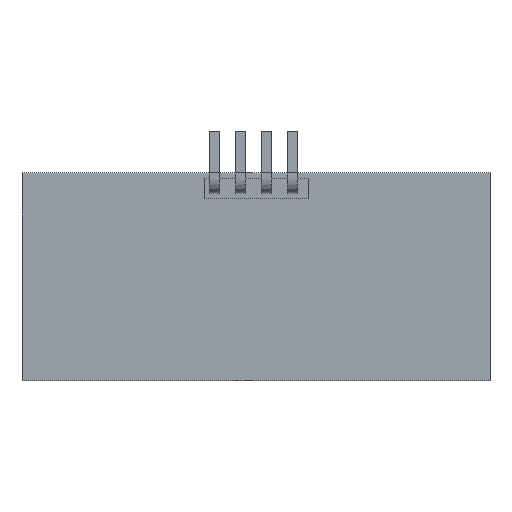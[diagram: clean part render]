
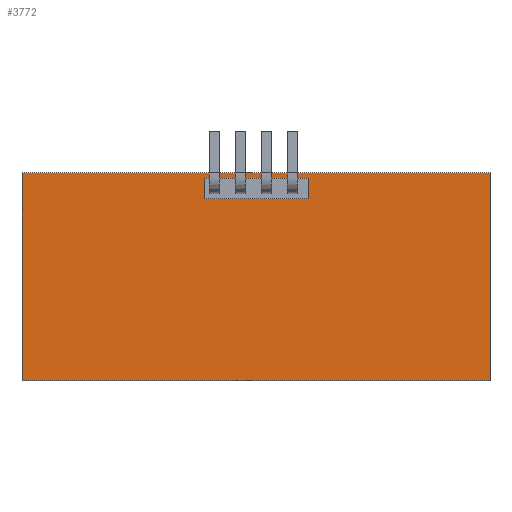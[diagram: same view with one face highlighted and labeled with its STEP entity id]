
A CAD part, front view. The second image highlights one B-rep face of the part: STEP entity #3772.
In plain terms, the highlighted planar face has unit normal (0, -1, 0).
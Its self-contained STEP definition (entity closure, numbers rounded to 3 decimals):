
#69 = FACE_BOUND ( 'NONE', #1627, .T. ) ;
#109 = VECTOR ( 'NONE', #3888, 1000. ) ;
#115 = VERTEX_POINT ( 'NONE', #1658 ) ;
#206 = DIRECTION ( 'NONE',  ( 0., 0., 1. ) ) ;
#208 = CARTESIAN_POINT ( 'NONE',  ( 5., 0., 7.5 ) ) ;
#210 = EDGE_CURVE ( 'NONE', #241, #1923, #1512, .T. ) ;
#241 = VERTEX_POINT ( 'NONE', #1722 ) ;
#253 = VERTEX_POINT ( 'NONE', #2648 ) ;
#271 = CARTESIAN_POINT ( 'NONE',  ( -5., 0., 7.5 ) ) ;
#275 = AXIS2_PLACEMENT_3D ( 'NONE', #2955, #1119, #206 ) ;
#401 = FACE_OUTER_BOUND ( 'NONE', #1494, .T. ) ;
#508 = PLANE ( 'NONE',  #275 ) ;
#534 = CARTESIAN_POINT ( 'NONE',  ( -22.5, 0., -10. ) ) ;
#637 = VECTOR ( 'NONE', #3275, 1000. ) ;
#645 = VERTEX_POINT ( 'NONE', #2831 ) ;
#690 = VECTOR ( 'NONE', #1369, 1000. ) ;
#969 = LINE ( 'NONE', #3723, #2192 ) ;
#1028 = EDGE_CURVE ( 'NONE', #2832, #253, #3840, .T. ) ;
#1090 = ORIENTED_EDGE ( 'NONE', *, *, #2569, .F. ) ;
#1104 = CARTESIAN_POINT ( 'NONE',  ( 5., 0., 9.5 ) ) ;
#1119 = DIRECTION ( 'NONE',  ( 0., 1., 0. ) ) ;
#1159 = CARTESIAN_POINT ( 'NONE',  ( 22.5, 0., 10. ) ) ;
#1369 = DIRECTION ( 'NONE',  ( 0., 0., -1. ) ) ;
#1375 = ORIENTED_EDGE ( 'NONE', *, *, #3697, .F. ) ;
#1447 = CARTESIAN_POINT ( 'NONE',  ( -22.5, 0., 10. ) ) ;
#1470 = VECTOR ( 'NONE', #2052, 1000. ) ;
#1492 = DIRECTION ( 'NONE',  ( 0., 0., -1. ) ) ;
#1494 = EDGE_LOOP ( 'NONE', ( #3915, #2412, #3336, #3633 ) ) ;
#1512 = LINE ( 'NONE', #208, #1572 ) ;
#1572 = VECTOR ( 'NONE', #2018, 1000. ) ;
#1627 = EDGE_LOOP ( 'NONE', ( #1090, #3792, #3655, #1375 ) ) ;
#1658 = CARTESIAN_POINT ( 'NONE',  ( -22.5, 0., -10. ) ) ;
#1722 = CARTESIAN_POINT ( 'NONE',  ( 5., 0., 7.5 ) ) ;
#1730 = VECTOR ( 'NONE', #1492, 1000. ) ;
#1735 = LINE ( 'NONE', #3911, #637 ) ;
#1923 = VERTEX_POINT ( 'NONE', #1104 ) ;
#1983 = EDGE_CURVE ( 'NONE', #115, #3468, #1735, .T. ) ;
#2018 = DIRECTION ( 'NONE',  ( 0., 0., 1. ) ) ;
#2052 = DIRECTION ( 'NONE',  ( 1., 0., 0. ) ) ;
#2107 = VECTOR ( 'NONE', #3740, 1000. ) ;
#2192 = VECTOR ( 'NONE', #3954, 1000. ) ;
#2288 = EDGE_CURVE ( 'NONE', #1923, #3838, #3043, .T. ) ;
#2325 = CARTESIAN_POINT ( 'NONE',  ( 22.5, 0., -10. ) ) ;
#2412 = ORIENTED_EDGE ( 'NONE', *, *, #3112, .F. ) ;
#2468 = EDGE_CURVE ( 'NONE', #3468, #2832, #3012, .T. ) ;
#2569 = EDGE_CURVE ( 'NONE', #3838, #645, #3034, .T. ) ;
#2648 = CARTESIAN_POINT ( 'NONE',  ( 22.5, 0., -10. ) ) ;
#2663 = CARTESIAN_POINT ( 'NONE',  ( -22.5, 0., 10. ) ) ;
#2682 = CARTESIAN_POINT ( 'NONE',  ( -5., 0., 9.5 ) ) ;
#2712 = LINE ( 'NONE', #534, #109 ) ;
#2831 = CARTESIAN_POINT ( 'NONE',  ( -5., 0., 7.5 ) ) ;
#2832 = VERTEX_POINT ( 'NONE', #1159 ) ;
#2955 = CARTESIAN_POINT ( 'NONE',  ( 0., 0., 0. ) ) ;
#3012 = LINE ( 'NONE', #2663, #1470 ) ;
#3034 = LINE ( 'NONE', #271, #1730 ) ;
#3043 = LINE ( 'NONE', #3118, #2107 ) ;
#3112 = EDGE_CURVE ( 'NONE', #253, #115, #2712, .T. ) ;
#3118 = CARTESIAN_POINT ( 'NONE',  ( -5., 0., 9.5 ) ) ;
#3275 = DIRECTION ( 'NONE',  ( 0., 0., 1. ) ) ;
#3336 = ORIENTED_EDGE ( 'NONE', *, *, #1028, .F. ) ;
#3468 = VERTEX_POINT ( 'NONE', #1447 ) ;
#3633 = ORIENTED_EDGE ( 'NONE', *, *, #2468, .F. ) ;
#3655 = ORIENTED_EDGE ( 'NONE', *, *, #210, .F. ) ;
#3697 = EDGE_CURVE ( 'NONE', #645, #241, #969, .T. ) ;
#3723 = CARTESIAN_POINT ( 'NONE',  ( -5., 0., 7.5 ) ) ;
#3740 = DIRECTION ( 'NONE',  ( -1., 0., 0. ) ) ;
#3772 = ADVANCED_FACE ( 'NONE', ( #401, #69 ), #508, .F. ) ;
#3792 = ORIENTED_EDGE ( 'NONE', *, *, #2288, .F. ) ;
#3838 = VERTEX_POINT ( 'NONE', #2682 ) ;
#3840 = LINE ( 'NONE', #2325, #690 ) ;
#3888 = DIRECTION ( 'NONE',  ( -1., 0., 0. ) ) ;
#3911 = CARTESIAN_POINT ( 'NONE',  ( -22.5, 0., -10. ) ) ;
#3915 = ORIENTED_EDGE ( 'NONE', *, *, #1983, .F. ) ;
#3954 = DIRECTION ( 'NONE',  ( 1., 0., 0. ) ) ;
